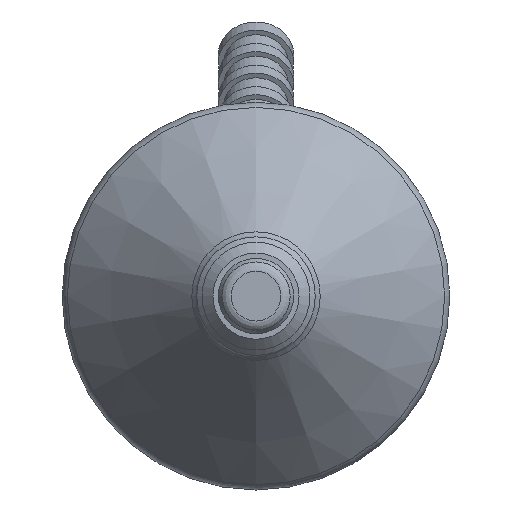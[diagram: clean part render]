
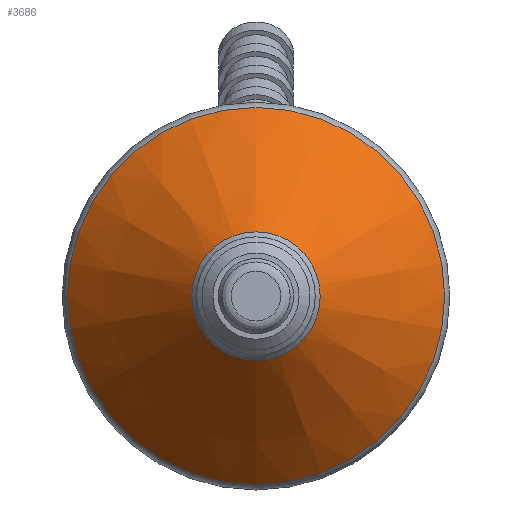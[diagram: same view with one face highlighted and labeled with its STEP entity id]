
A CAD part, left-side view. The second image highlights one B-rep face of the part: STEP entity #3686.
In plain terms, the highlighted conical face has half-angle 40.68 degrees and reference radius 11.5 mm.
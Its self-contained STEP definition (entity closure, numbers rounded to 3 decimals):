
#211=CONICAL_SURFACE('',#3964,11.5,0.71);
#246=CIRCLE('',#3959,5.967);
#250=CIRCLE('',#3963,5.967);
#251=CIRCLE('',#3965,17.517);
#252=CIRCLE('',#3966,17.517);
#448=FACE_OUTER_BOUND('',#670,.T.);
#670=EDGE_LOOP('',(#2498,#2499,#2500,#2501,#2502,#2503));
#1089=LINE('',#6476,#1264);
#1264=VECTOR('',#4418,11.5);
#1464=VERTEX_POINT('',#6465);
#1465=VERTEX_POINT('',#6466);
#1468=VERTEX_POINT('',#6475);
#1469=VERTEX_POINT('',#6477);
#1867=EDGE_CURVE('',#1464,#1465,#246,.T.);
#1871=EDGE_CURVE('',#1465,#1464,#250,.T.);
#1872=EDGE_CURVE('',#1465,#1468,#1089,.T.);
#1873=EDGE_CURVE('',#1469,#1468,#251,.T.);
#1874=EDGE_CURVE('',#1468,#1469,#252,.T.);
#2498=ORIENTED_EDGE('',*,*,#1867,.F.);
#2499=ORIENTED_EDGE('',*,*,#1871,.F.);
#2500=ORIENTED_EDGE('',*,*,#1872,.T.);
#2501=ORIENTED_EDGE('',*,*,#1873,.F.);
#2502=ORIENTED_EDGE('',*,*,#1874,.F.);
#2503=ORIENTED_EDGE('',*,*,#1872,.F.);
#3686=ADVANCED_FACE('',(#448),#211,.T.);
#3959=AXIS2_PLACEMENT_3D('',#6467,#4406,#4407);
#3963=AXIS2_PLACEMENT_3D('',#6473,#4414,#4415);
#3964=AXIS2_PLACEMENT_3D('',#6474,#4416,#4417);
#3965=AXIS2_PLACEMENT_3D('',#6478,#4419,#4420);
#3966=AXIS2_PLACEMENT_3D('',#6479,#4421,#4422);
#4406=DIRECTION('center_axis',(-1.,0.,0.));
#4407=DIRECTION('ref_axis',(0.,0.,-1.));
#4414=DIRECTION('center_axis',(-1.,0.,0.));
#4415=DIRECTION('ref_axis',(0.,0.,-1.));
#4416=DIRECTION('center_axis',(1.,0.,0.));
#4417=DIRECTION('ref_axis',(0.,0.,1.));
#4418=DIRECTION('',(0.758,0.,-0.652));
#4419=DIRECTION('center_axis',(1.,0.,0.));
#4420=DIRECTION('ref_axis',(0.,0.,
-1.));
#4421=DIRECTION('center_axis',(1.,0.,0.));
#4422=DIRECTION('ref_axis',(0.,0.,
-1.));
#6465=CARTESIAN_POINT('',(2.269,0.,5.967));
#6466=CARTESIAN_POINT('',(2.269,0.,-5.967));
#6467=CARTESIAN_POINT('Origin',(2.269,0.,
0.));
#6473=CARTESIAN_POINT('Origin',(2.269,0.,
0.));
#6474=CARTESIAN_POINT('Origin',(8.707,0.,0.));
#6475=CARTESIAN_POINT('',(15.706,0.,-17.517));
#6476=CARTESIAN_POINT('',(8.707,0.,-11.5));
#6477=CARTESIAN_POINT('',(15.706,0.,17.517));
#6478=CARTESIAN_POINT('Origin',(15.706,0.,
0.));
#6479=CARTESIAN_POINT('Origin',(15.706,0.,
0.));
